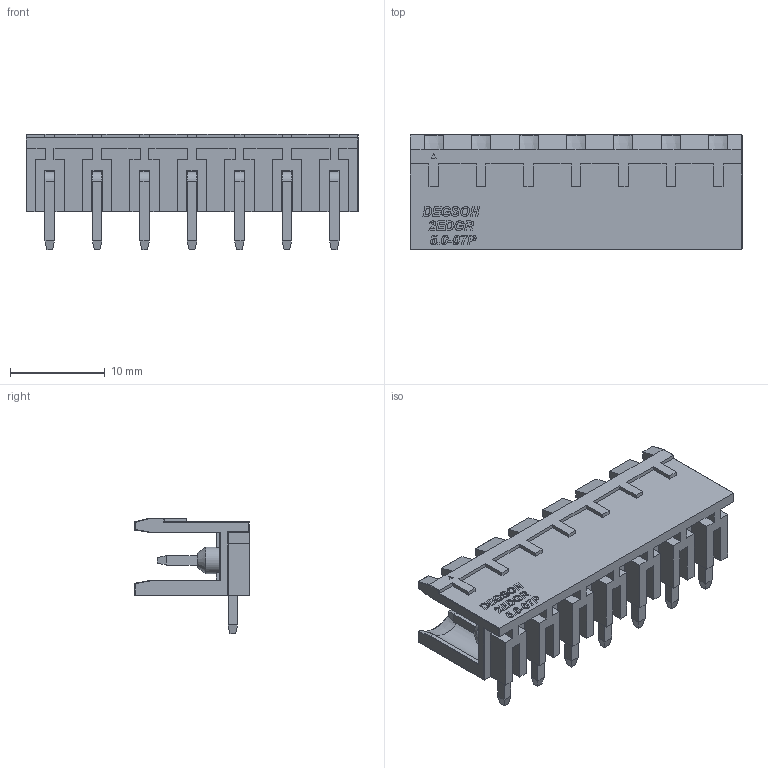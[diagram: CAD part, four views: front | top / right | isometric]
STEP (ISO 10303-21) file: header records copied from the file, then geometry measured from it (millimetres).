
FILE_DESCRIPTION (( 'STEP AP214' ), '1' );
FILE_NAME ('2EDGR-5.0-07P-14-00AH.STEP', '2021-02-12T18:58:43', ( '' ), ( '' ), 'SwSTEP 2.0', 'SolidWorks 2020', '' );
FILE_SCHEMA (( 'AUTOMOTIVE_DESIGN' ));
Length unit declared in the file: millimetre
Products named in the file (1): 2EDGR-5.0-07P-14-00AH
Bounding box: 35 x 12.1 x 12.2 mm (x, y, z)
Volume: 1425.6 mm3; surface area: 2948.9 mm2
Topology: 1 solids, 1 shells, 773 faces, 2036 edges, 1292 vertices
Faces by surface type: plane 520, bspline 139, cylinder 73, cone 21, torus 14, sphere 6
Entity records: 34894 total; most frequent: CARTESIAN_POINT 12497, ORIENTED_EDGE 4060, DIRECTION 3145, EDGE_CURVE 2030, LINE 1541, VECTOR 1541, VERTEX_POINT 1292, EDGE_LOOP 806
